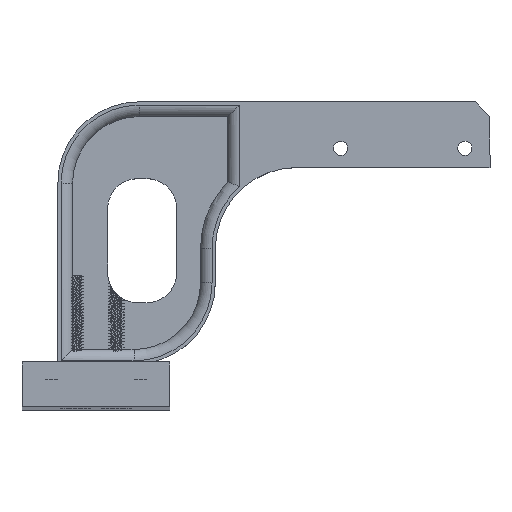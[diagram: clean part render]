
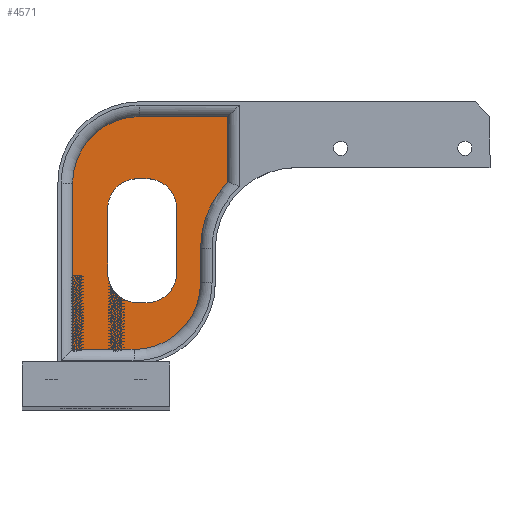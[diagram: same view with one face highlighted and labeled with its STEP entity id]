
A CAD part, top view. The second image highlights one B-rep face of the part: STEP entity #4571.
In plain terms, the highlighted planar face has unit normal (0, 0, 1).
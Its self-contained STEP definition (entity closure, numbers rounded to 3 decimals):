
#428=FACE_BOUND('',#1231,.T.);
#520=CIRCLE('',#4911,10.);
#521=CIRCLE('',#4914,10.);
#526=CIRCLE('',#4926,22.5);
#528=CIRCLE('',#4929,22.5);
#531=CIRCLE('',#4935,32.5);
#538=CIRCLE('',#4944,10.);
#539=CIRCLE('',#4945,10.);
#938=FACE_OUTER_BOUND('',#1230,.T.);
#1230=EDGE_LOOP('',(#3848,#3849,#3850,#3851,#3852,#3853,#3854,#3855));
#1231=EDGE_LOOP('',(#3856,#3857,#3858,#3859,#3860,#3861,#3862,#3863));
#1495=LINE('',#10467,#1737);
#1498=LINE('',#11289,#1740);
#1500=LINE('',#11297,#1742);
#1501=LINE('',#11313,#1743);
#1504=LINE('',#11324,#1746);
#1506=LINE('',#11339,#1748);
#1507=LINE('',#11344,#1749);
#1516=LINE('',#11378,#1758);
#1517=LINE('',#11381,#1759);
#1737=VECTOR('',#5727,10.);
#1740=VECTOR('',#5736,10.);
#1742=VECTOR('',#5742,10.);
#1743=VECTOR('',#5745,10.);
#1746=VECTOR('',#5756,10.);
#1748=VECTOR('',#5776,10.);
#1749=VECTOR('',#5781,10.);
#1758=VECTOR('',#5812,10.);
#1759=VECTOR('',#5815,10.);
#2128=VERTEX_POINT('',#10459);
#2129=VERTEX_POINT('',#10461);
#2130=VERTEX_POINT('',#10465);
#2131=VERTEX_POINT('',#10469);
#2188=VERTEX_POINT('',#11287);
#2191=VERTEX_POINT('',#11294);
#2192=VERTEX_POINT('',#11296);
#2193=VERTEX_POINT('',#11311);
#2194=VERTEX_POINT('',#11312);
#2198=VERTEX_POINT('',#11322);
#2199=VERTEX_POINT('',#11326);
#2202=VERTEX_POINT('',#11333);
#2204=VERTEX_POINT('',#11342);
#2217=VERTEX_POINT('',#11375);
#2218=VERTEX_POINT('',#11377);
#2219=VERTEX_POINT('',#11379);
#2753=EDGE_CURVE('',#2128,#2129,#520,.T.);
#2756=EDGE_CURVE('',#2130,#2128,#1495,.T.);
#2758=EDGE_CURVE('',#2131,#2130,#521,.T.);
#2818=EDGE_CURVE('',#2188,#2131,#1498,.T.);
#2821=EDGE_CURVE('',#2191,#2192,#1500,.T.);
#2823=EDGE_CURVE('',#2193,#2194,#1501,.T.);
#2829=EDGE_CURVE('',#2198,#2193,#1504,.T.);
#2832=EDGE_CURVE('',#2194,#2199,#526,.T.);
#2834=EDGE_CURVE('',#2202,#2198,#528,.T.);
#2837=EDGE_CURVE('',#2199,#2191,#1506,.T.);
#2839=EDGE_CURVE('',#2204,#2202,#1507,.T.);
#2841=EDGE_CURVE('',#2192,#2204,#531,.T.);
#2855=EDGE_CURVE('',#2217,#2188,#538,.T.);
#2856=EDGE_CURVE('',#2218,#2217,#1516,.T.);
#2857=EDGE_CURVE('',#2219,#2218,#539,.T.);
#2858=EDGE_CURVE('',#2129,#2219,#1517,.T.);
#3848=ORIENTED_EDGE('',*,*,#2832,.F.);
#3849=ORIENTED_EDGE('',*,*,#2823,.F.);
#3850=ORIENTED_EDGE('',*,*,#2829,.F.);
#3851=ORIENTED_EDGE('',*,*,#2834,.F.);
#3852=ORIENTED_EDGE('',*,*,#2839,.F.);
#3853=ORIENTED_EDGE('',*,*,#2841,.F.);
#3854=ORIENTED_EDGE('',*,*,#2821,.F.);
#3855=ORIENTED_EDGE('',*,*,#2837,.F.);
#3856=ORIENTED_EDGE('',*,*,#2855,.F.);
#3857=ORIENTED_EDGE('',*,*,#2856,.F.);
#3858=ORIENTED_EDGE('',*,*,#2857,.F.);
#3859=ORIENTED_EDGE('',*,*,#2858,.F.);
#3860=ORIENTED_EDGE('',*,*,#2753,.F.);
#3861=ORIENTED_EDGE('',*,*,#2756,.F.);
#3862=ORIENTED_EDGE('',*,*,#2758,.F.);
#3863=ORIENTED_EDGE('',*,*,#2818,.F.);
#4359=PLANE('',#4943);
#4571=ADVANCED_FACE('',(#938,#428),#4359,.T.);
#4911=AXIS2_PLACEMENT_3D('',#10462,#5721,#5722);
#4914=AXIS2_PLACEMENT_3D('',#10471,#5731,#5732);
#4926=AXIS2_PLACEMENT_3D('',#11330,#5763,#5764);
#4929=AXIS2_PLACEMENT_3D('',#11335,#5769,#5770);
#4935=AXIS2_PLACEMENT_3D('',#11347,#5785,#5786);
#4943=AXIS2_PLACEMENT_3D('',#11374,#5808,#5809);
#4944=AXIS2_PLACEMENT_3D('',#11376,#5810,#5811);
#4945=AXIS2_PLACEMENT_3D('',#11380,#5813,#5814);
#5721=DIRECTION('center_axis',(0.,0.,
1.));
#5722=DIRECTION('ref_axis',(1.,0.,0.));
#5727=DIRECTION('',(1.,0.,0.));
#5731=DIRECTION('center_axis',(0.,0.,
1.));
#5732=DIRECTION('ref_axis',(0.,-1.,0.));
#5736=DIRECTION('',(0.,-1.,0.));
#5742=DIRECTION('',(0.,-1.,0.));
#5745=DIRECTION('',(0.,1.,0.));
#5756=DIRECTION('',(-1.,0.,0.));
#5763=DIRECTION('center_axis',(0.,0.,
-1.));
#5764=DIRECTION('ref_axis',(0.,1.,0.));
#5769=DIRECTION('center_axis',(0.,0.,
-1.));
#5770=DIRECTION('ref_axis',(0.,-1.,0.));
#5776=DIRECTION('',(1.,0.,0.));
#5781=DIRECTION('',(0.,-1.,0.));
#5785=DIRECTION('center_axis',(0.,0.,
1.));
#5786=DIRECTION('ref_axis',(-0.716,0.698,0.));
#5808=DIRECTION('center_axis',(0.,0.,
1.));
#5809=DIRECTION('ref_axis',(1.,0.,0.));
#5810=DIRECTION('center_axis',(0.,0.,
1.));
#5811=DIRECTION('ref_axis',(-1.,0.,0.));
#5812=DIRECTION('',(-1.,0.,0.));
#5813=DIRECTION('center_axis',(0.,0.,
1.));
#5814=DIRECTION('ref_axis',(0.,1.,0.));
#5815=DIRECTION('',(0.,1.,0.));
#10459=CARTESIAN_POINT('',(-106.334,748.101,-65.58));
#10461=CARTESIAN_POINT('',(-96.334,758.101,-65.58));
#10462=CARTESIAN_POINT('Origin',(-106.334,758.101,-65.58));
#10465=CARTESIAN_POINT('',(-109.659,748.101,-65.58));
#10467=CARTESIAN_POINT('',(-107.46,748.101,-65.58));
#10469=CARTESIAN_POINT('',(-119.659,758.101,-65.58));
#10471=CARTESIAN_POINT('Origin',(-109.659,758.101,-65.58));
#11287=CARTESIAN_POINT('',(-119.659,780.022,-65.58));
#11289=CARTESIAN_POINT('',(-119.659,775.84,-65.58));
#11294=CARTESIAN_POINT('',(-79.011,811.034,-65.58));
#11296=CARTESIAN_POINT('',(-79.011,788.996,-65.58));
#11297=CARTESIAN_POINT('',(-79.011,811.034,-65.58));
#11311=CARTESIAN_POINT('',(-131.511,732.283,-65.58));
#11312=CARTESIAN_POINT('',(-131.511,788.534,-65.58));
#11313=CARTESIAN_POINT('',(-131.511,788.534,-65.58));
#11322=CARTESIAN_POINT('',(-110.752,732.283,-65.58));
#11324=CARTESIAN_POINT('',(-131.511,732.283,-65.58));
#11326=CARTESIAN_POINT('',(-109.011,811.034,-65.58));
#11330=CARTESIAN_POINT('Origin',(-109.011,788.534,-65.58));
#11333=CARTESIAN_POINT('',(-88.252,754.783,-65.58));
#11335=CARTESIAN_POINT('Origin',(-110.752,754.783,-65.58));
#11339=CARTESIAN_POINT('',(-109.011,811.034,-65.58));
#11342=CARTESIAN_POINT('',(-88.252,766.296,-65.58));
#11344=CARTESIAN_POINT('',(-88.252,754.783,-65.58));
#11347=CARTESIAN_POINT('Origin',(-55.752,766.296,-65.58));
#11374=CARTESIAN_POINT('Origin',(-105.261,771.659,-65.58));
#11375=CARTESIAN_POINT('',(-109.659,790.022,-65.58));
#11376=CARTESIAN_POINT('Origin',(-109.659,780.022,-65.58));
#11377=CARTESIAN_POINT('',(-106.334,790.022,-65.58));
#11378=CARTESIAN_POINT('',(-105.797,790.022,-65.58));
#11379=CARTESIAN_POINT('',(-96.334,780.022,-65.58));
#11380=CARTESIAN_POINT('Origin',(-106.334,780.022,-65.58));
#11381=CARTESIAN_POINT('',(-96.334,764.88,-65.58));
